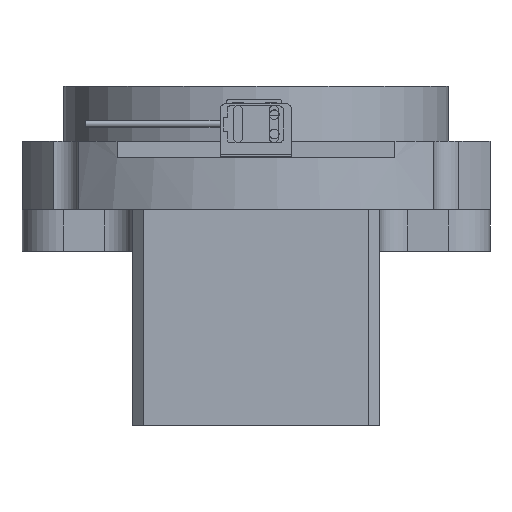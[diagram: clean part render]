
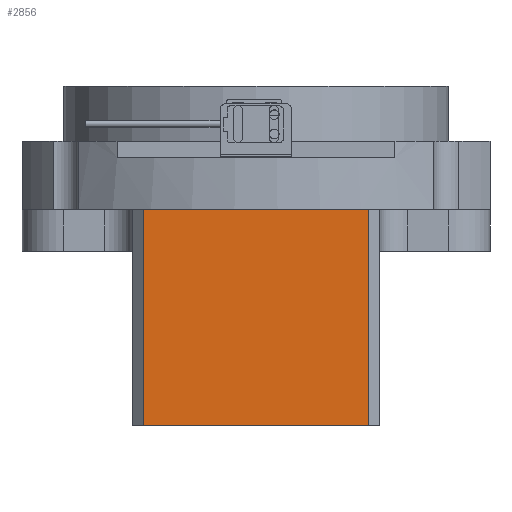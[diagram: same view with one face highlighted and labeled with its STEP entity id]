
A CAD part, front view. The second image highlights one B-rep face of the part: STEP entity #2856.
In plain terms, the highlighted planar face has unit normal (0, -1, 0).
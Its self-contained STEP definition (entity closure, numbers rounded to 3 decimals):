
#222 = VERTEX_POINT ( 'NONE', #8415 ) ;
#572 = VERTEX_POINT ( 'NONE', #1507 ) ;
#1153 = CARTESIAN_POINT ( 'NONE',  ( 41., -130.6, 15. ) ) ;
#1193 = CARTESIAN_POINT ( 'NONE',  ( 41., -130.6, -63.5 ) ) ;
#1243 = PLANE ( 'NONE',  #1603 ) ;
#1327 = CARTESIAN_POINT ( 'NONE',  ( -41., -130.6, 60. ) ) ;
#1335 = VECTOR ( 'NONE', #4176, 1000. ) ;
#1405 = EDGE_CURVE ( 'NONE', #222, #8747, #2139, .T. ) ;
#1507 = CARTESIAN_POINT ( 'NONE',  ( 41., -130.6, -63.5 ) ) ;
#1603 = AXIS2_PLACEMENT_3D ( 'NONE', #1327, #6868, #8861 ) ;
#1862 = ORIENTED_EDGE ( 'NONE', *, *, #1405, .F. ) ;
#1996 = LINE ( 'NONE', #6263, #2223 ) ;
#2039 = DIRECTION ( 'NONE',  ( 0., 0., -1. ) ) ;
#2139 = LINE ( 'NONE', #8410, #1335 ) ;
#2223 = VECTOR ( 'NONE', #2039, 1000. ) ;
#2352 = LINE ( 'NONE', #5845, #5177 ) ;
#2856 = ADVANCED_FACE ( 'NONE', ( #8947 ), #1243, .F. ) ;
#2887 = EDGE_CURVE ( 'NONE', #572, #4289, #7422, .T. ) ;
#3769 = CARTESIAN_POINT ( 'NONE',  ( -41., -130.6, -63.5 ) ) ;
#4176 = DIRECTION ( 'NONE',  ( 1., 0., 0. ) ) ;
#4289 = VERTEX_POINT ( 'NONE', #3769 ) ;
#4829 = ORIENTED_EDGE ( 'NONE', *, *, #7703, .F. ) ;
#5128 = EDGE_CURVE ( 'NONE', #222, #4289, #2352, .T. ) ;
#5177 = VECTOR ( 'NONE', #8529, 1000. ) ;
#5789 = ORIENTED_EDGE ( 'NONE', *, *, #5128, .T. ) ;
#5845 = CARTESIAN_POINT ( 'NONE',  ( -41., -130.6, 60. ) ) ;
#6263 = CARTESIAN_POINT ( 'NONE',  ( 41., -130.6, 60. ) ) ;
#6536 = VECTOR ( 'NONE', #8224, 1000. ) ;
#6868 = DIRECTION ( 'NONE',  ( 0., 1., 0. ) ) ;
#7422 = LINE ( 'NONE', #1193, #6536 ) ;
#7703 = EDGE_CURVE ( 'NONE', #8747, #572, #1996, .T. ) ;
#7900 = ORIENTED_EDGE ( 'NONE', *, *, #2887, .F. ) ;
#8148 = EDGE_LOOP ( 'NONE', ( #1862, #5789, #7900, #4829 ) ) ;
#8224 = DIRECTION ( 'NONE',  ( -1., 0., 0. ) ) ;
#8410 = CARTESIAN_POINT ( 'NONE',  ( -41., -130.6, 15. ) ) ;
#8415 = CARTESIAN_POINT ( 'NONE',  ( -41., -130.6, 15. ) ) ;
#8529 = DIRECTION ( 'NONE',  ( 0., 0., -1. ) ) ;
#8747 = VERTEX_POINT ( 'NONE', #1153 ) ;
#8861 = DIRECTION ( 'NONE',  ( 0., 0., 1. ) ) ;
#8947 = FACE_OUTER_BOUND ( 'NONE', #8148, .T. ) ;
